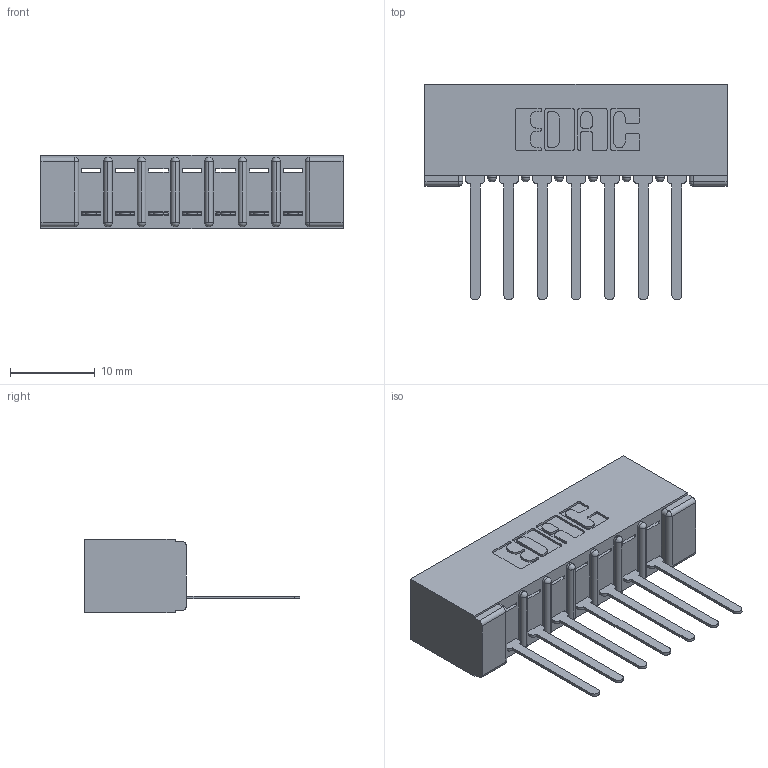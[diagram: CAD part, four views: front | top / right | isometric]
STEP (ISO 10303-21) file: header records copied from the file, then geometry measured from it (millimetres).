
FILE_DESCRIPTION (( 'STEP AP203' ), '1' );
FILE_NAME ('307-007-547-101.STEP', '2019-09-03T13:55:35', ( '' ), ( '' ), 'SwSTEP 2.0', 'SolidWorks 2016', '' );
FILE_SCHEMA (( 'CONFIG_CONTROL_DESIGN' ));
Length unit declared in the file: inch
Products named in the file (3): 307 Part_No Mounting Lugs; 307-007-547-101; 307-290-001_547
Assembly tree (8 placements, depth 2):
  307-007-547-101
    307 Part_No Mounting Lugs
    307-290-001_547  x7
Bounding box: 35.61 x 25.43 x 8.71 mm (x, y, z)
Volume: 2500.5 mm3; surface area: 3720.8 mm2
Topology: 8 solids, 8 shells, 510 faces, 1433 edges, 922 vertices
Faces by surface type: plane 325, cylinder 169, sphere 16
Entity records: 10006 total; most frequent: CARTESIAN_POINT 1672, ORIENTED_EDGE 1658, DIRECTION 1645, EDGE_CURVE 829, VECTOR 623, LINE 623, VERTEX_POINT 538, AXIS2_PLACEMENT_3D 511
